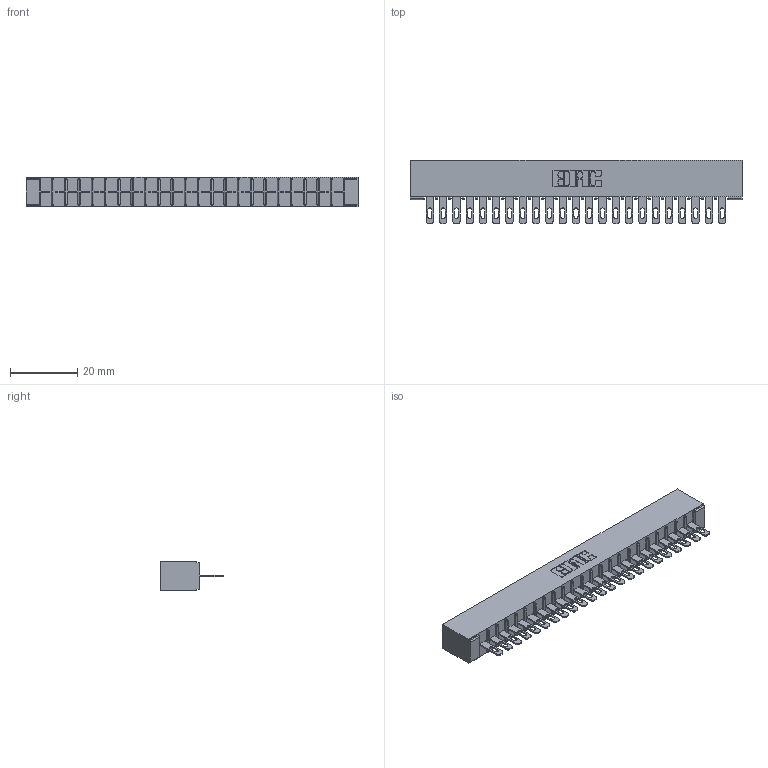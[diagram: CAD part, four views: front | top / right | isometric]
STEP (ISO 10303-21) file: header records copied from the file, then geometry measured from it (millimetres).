
FILE_DESCRIPTION (( 'STEP AP203' ), '1' );
FILE_NAME ('356-023-500-101.STEP', '2018-08-01T19:58:56', ( '' ), ( '' ), 'SwSTEP 2.0', 'SolidWorks 2016', '' );
FILE_SCHEMA (( 'CONFIG_CONTROL_DESIGN' ));
Length unit declared in the file: inch
Products named in the file (3): 306 Part_No Mounting; 306-290-001_100; 356-023-500-101
Assembly tree (24 placements, depth 2):
  356-023-500-101
    306 Part_No Mounting
    306-290-001_100  x23
Bounding box: 99.01 x 18.87 x 8.71 mm (x, y, z)
Volume: 7122.5 mm3; surface area: 11196 mm2
Topology: 24 solids, 24 shells, 1856 faces, 5237 edges, 3366 vertices
Faces by surface type: plane 1214, cylinder 550, sphere 92
Entity records: 23796 total; most frequent: CARTESIAN_POINT 3992, ORIENTED_EDGE 3954, DIRECTION 3939, EDGE_CURVE 1977, VECTOR 1537, LINE 1537, VERTEX_POINT 1254, AXIS2_PLACEMENT_3D 1201
